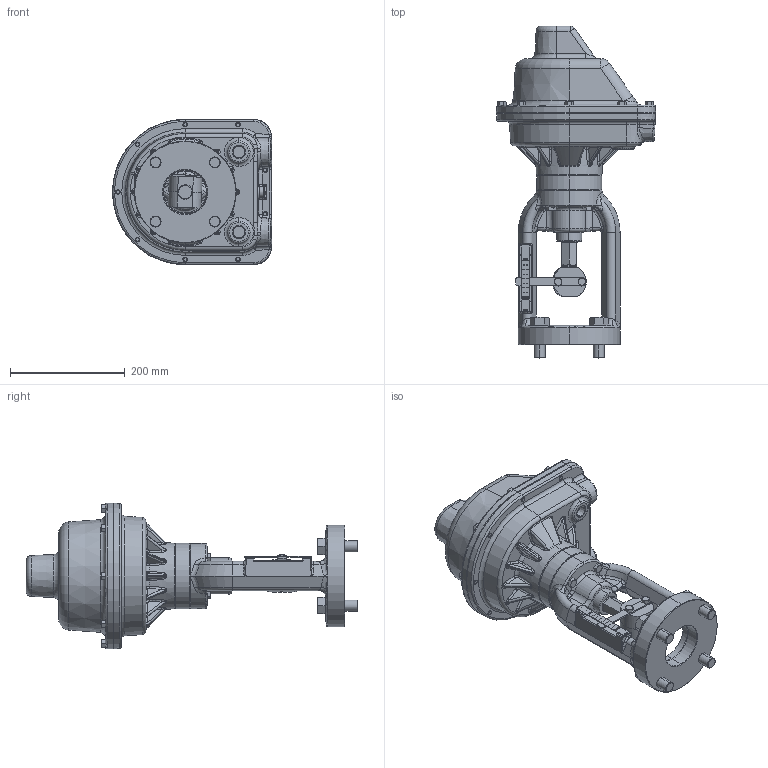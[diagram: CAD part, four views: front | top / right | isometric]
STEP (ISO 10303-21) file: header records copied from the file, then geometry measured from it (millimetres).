
FILE_DESCRIPTION (( 'STEP AP214' ), '1' );
FILE_NAME ('ZAD.STEP', '2024-07-09T19:47:45', ( '' ), ( '' ), 'SwSTEP 2.0', 'SolidWorks 2019', '' );
FILE_SCHEMA (( 'AUTOMOTIVE_DESIGN' ));
Length unit declared in the file: inch
Products named in the file (1): ZAD
Bounding box: 277.61 x 578.71 x 253.79 mm (x, y, z)
Volume: 9353439.6 mm3; surface area: 451704.2 mm2
Topology: 1 solids, 1 shells, 2732 faces, 7891 edges, 5454 vertices
Faces by surface type: plane 1348, bspline 698, cylinder 332, cone 224, torus 84, sphere 46
Entity records: 164421 total; most frequent: CARTESIAN_POINT 73183, ORIENTED_EDGE 15696, DIRECTION 10368, EDGE_CURVE 7848, VERTEX_POINT 5454, LINE 4074, VECTOR 4074, AXIS2_PLACEMENT_3D 3147
